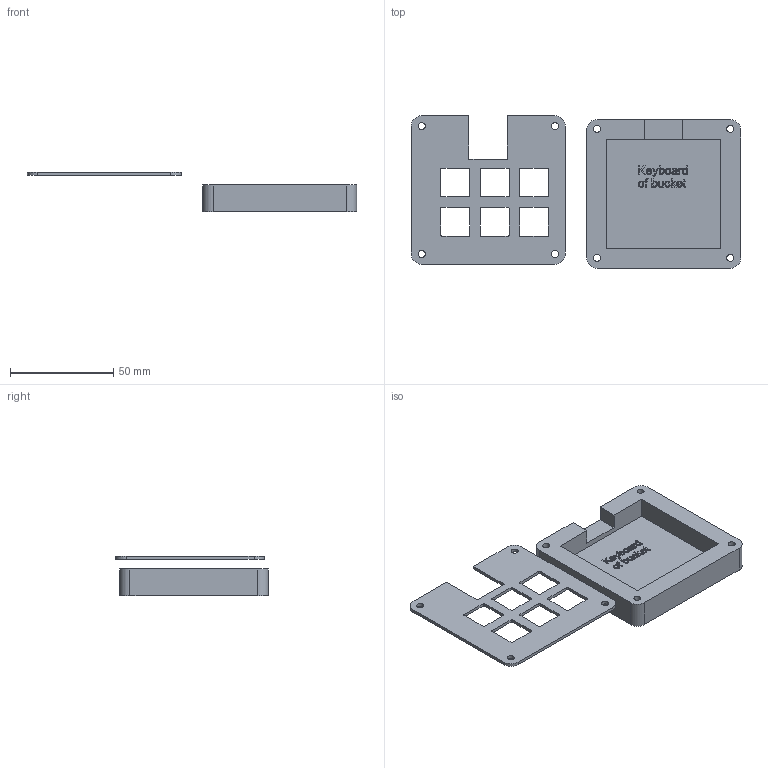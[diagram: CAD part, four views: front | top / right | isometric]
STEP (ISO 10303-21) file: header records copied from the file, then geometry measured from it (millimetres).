
FILE_DESCRIPTION(/* description */ (''),/* implementation_level */ '2;1');
FILE_NAME(/* name */ '037ace62-25a8-438e-866e-a0ee806ce7d6.stp',/* time_stamp */ '2026-01-16T09:48:44Z',/* author */ (''),/* organization */ (''),/* preprocessor_version */ 'ST-DEVELOPER v20.1',/* originating_system */ 'Autodesk Translation Framework v14.24.0.0',/* authorisation */ '');
FILE_SCHEMA (('AUTOMOTIVE_DESIGN { 1 0 10303 214 3 1 1 }'));
Length unit declared in the file: millimetre
Products named in the file (1): 2026-01-03-19-18-48-258
Bounding box: 159.32 x 73.78 x 19.21 mm (x, y, z)
Volume: 43473.1 mm3; surface area: 26193 mm2
Topology: 18 solids, 18 shells, 766 faces, 2106 edges, 1404 vertices
Faces by surface type: bspline 422, plane 300, cylinder 44
Full cylindrical faces by diameter (mm): 3.4 x8, 6 x4
Entity records: 28222 total; most frequent: CARTESIAN_POINT 11451, ORIENTED_EDGE 4212, EDGE_CURVE 2106, DIRECTION 2040, VERTEX_POINT 1404, LINE 1174, VECTOR 1174, B_SPLINE_CURVE_WITH_KNOTS 844
